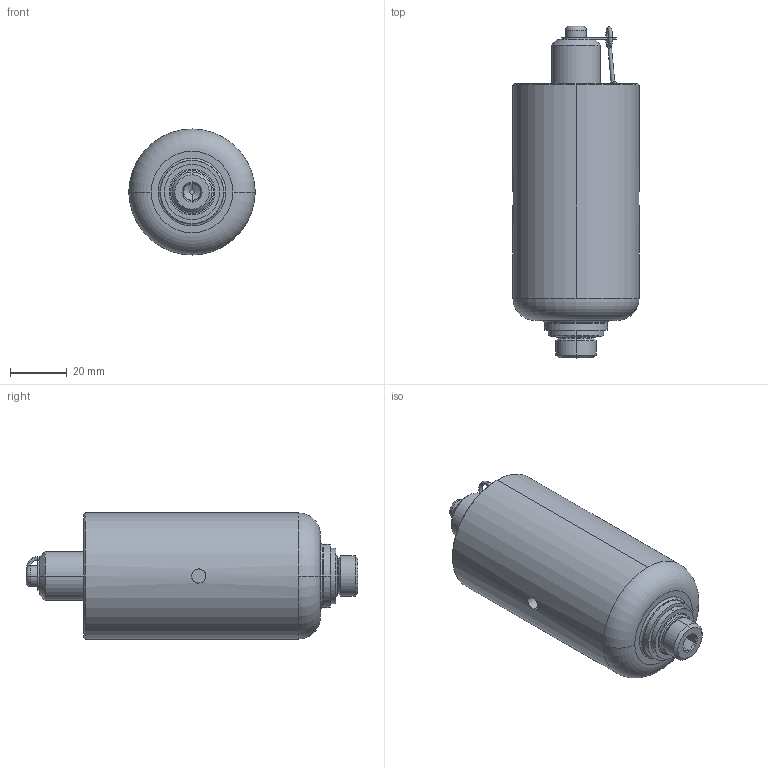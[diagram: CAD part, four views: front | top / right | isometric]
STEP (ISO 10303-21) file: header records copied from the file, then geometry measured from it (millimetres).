
FILE_DESCRIPTION((''),'2;1');
FILE_NAME('ILCM49011402','2016-04-19T',('gar'),(''),'PRO/ENGINEER BY PARAMETRIC TECHNOLOGY CORPORATION, 2013320','PRO/ENGINEER BY PARAMETRIC TECHNOLOGY CORPORATION, 2013320','');
FILE_SCHEMA(('AUTOMOTIVE_DESIGN { 1 0 10303 214 1 1 1 1 }'));
Length unit declared in the file: inch
Products named in the file (1): ILCM49011402
Bounding box: 44.45 x 117.02 x 44.45 mm (x, y, z)
Volume: 101490.3 mm3; surface area: 34603 mm2
Topology: 1 solids, 1 shells, 765 faces, 2020 edges, 1296 vertices
Faces by surface type: plane 552, cylinder 92, torus 66, cone 55
Entity records: 28538 total; most frequent: CARTESIAN_POINT 4858, ORIENTED_EDGE 4032, DIRECTION 3854, EDGE_CURVE 2016, VECTOR 1580, LINE 1580, VERTEX_POINT 1296, AXIS2_PLACEMENT_3D 1137
